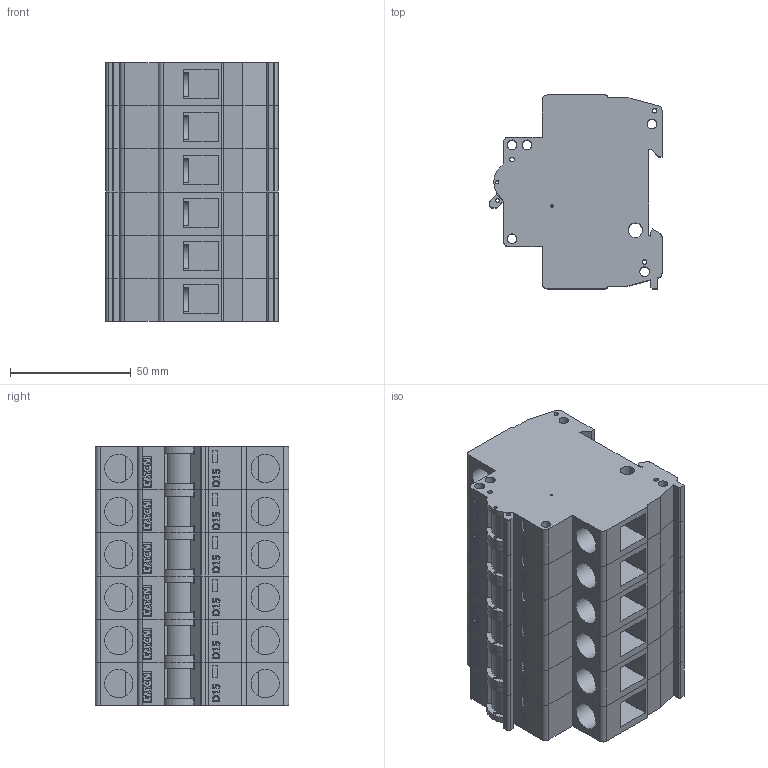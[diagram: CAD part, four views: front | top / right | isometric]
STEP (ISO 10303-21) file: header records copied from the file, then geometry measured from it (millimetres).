
FILE_DESCRIPTION(/* description */ ('','CAx-IF Rec.Pracs.---Representation and Presentation of Product Manufacturing Information (PMI)---4.0---2014-10-13'),/* implementation_level */ '2;1');
FILE_NAME(/* name */ 'DIN_3x_Breaker.step',/* time_stamp */ '2024-12-24T12:48:54-08:00',/* author */ (''),/* organization */ (''),/* preprocessor_version */ 'ST-DEVELOPER v20',/* originating_system */ 'Autodesk Translation Framework v13.20.0.188',/* authorisation */ '');
FILE_SCHEMA (('AP242_MANAGED_MODEL_BASED_3D_ENGINEERING_MIM_LF { 1 0 10303 442 1 1 4 }'));
Length unit declared in the file: inch
Products named in the file (2): WMZS3D15.Breaker; WMZS1D15
Assembly tree (6 placements, depth 2):
  WMZS3D15.Breaker
    WMZS1D15  x6
Bounding box: 71.12 x 80 x 106.68 mm (x, y, z)
Volume: 422910.8 mm3; surface area: 109696 mm2
Topology: 12 solids, 12 shells, 1356 faces, 3762 edges, 2496 vertices
Faces by surface type: plane 1014, cylinder 210, bspline 132
Full cylindrical faces by diameter (mm): 0.99 x6, 1.3 x12, 1.366 x12, 1.6 x6, 1.9 x18, 4 x30, 6 x6, 11.65 x12
Entity records: 7530 total; most frequent: CARTESIAN_POINT 1607, ORIENTED_EDGE 1254, DIRECTION 1081, EDGE_CURVE 627, LINE 509, VECTOR 509, VERTEX_POINT 416, AXIS2_PLACEMENT_3D 286
